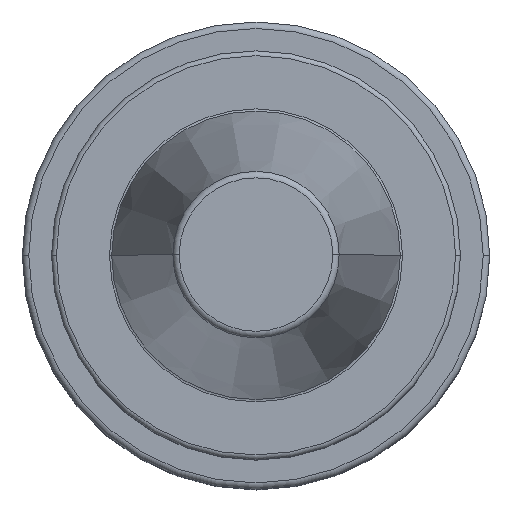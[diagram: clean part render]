
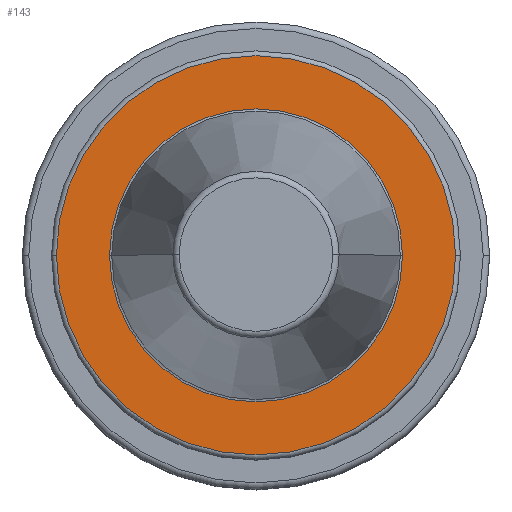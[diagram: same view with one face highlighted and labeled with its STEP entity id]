
A CAD part, top view. The second image highlights one B-rep face of the part: STEP entity #143.
In plain terms, the highlighted planar face has unit normal (0, 0, 1).
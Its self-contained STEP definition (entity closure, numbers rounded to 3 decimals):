
#35=FACE_BOUND('',#255,.T.);
#36=FACE_BOUND('',#256,.T.);
#45=PLANE('',#806);
#143=ADVANCED_FACE('',(#35,#36),#45,.F.);
#255=EDGE_LOOP('',(#387,#388));
#256=EDGE_LOOP('',(#389,#390));
#387=ORIENTED_EDGE('',*,*,#600,.T.);
#388=ORIENTED_EDGE('',*,*,#541,.T.);
#389=ORIENTED_EDGE('',*,*,#522,.T.);
#390=ORIENTED_EDGE('',*,*,#524,.T.);
#467=VERTEX_POINT('',#1116);
#470=VERTEX_POINT('',#1121);
#487=VERTEX_POINT('',#1164);
#488=VERTEX_POINT('',#1165);
#522=EDGE_CURVE('',#467,#470,#616,.T.);
#524=EDGE_CURVE('',#470,#467,#618,.T.);
#541=EDGE_CURVE('',#487,#488,#635,.T.);
#600=EDGE_CURVE('',#488,#487,#672,.T.);
#616=CIRCLE('',#721,22.563);
#618=CIRCLE('',#724,22.563);
#635=CIRCLE('',#746,30.75);
#672=CIRCLE('',#805,30.75);
#721=AXIS2_PLACEMENT_3D('',#1122,#852,#853);
#724=AXIS2_PLACEMENT_3D('',#1125,#858,#859);
#746=AXIS2_PLACEMENT_3D('',#1163,#902,#903);
#805=AXIS2_PLACEMENT_3D('',#1276,#1042,#1043);
#806=AXIS2_PLACEMENT_3D('',#1277,#1044,#1045);
#852=DIRECTION('',(0.,0.,-1.));
#853=DIRECTION('',(-1.,0.,0.));
#858=DIRECTION('',(0.,0.,-1.));
#859=DIRECTION('',(-1.,0.,0.));
#902=DIRECTION('',(0.,0.,1.));
#903=DIRECTION('',(-1.,0.,0.));
#1042=DIRECTION('',(0.,0.,1.));
#1043=DIRECTION('',(-1.,0.,0.));
#1044=DIRECTION('',(0.,0.,-1.));
#1045=DIRECTION('',(1.,0.,0.));
#1116=CARTESIAN_POINT('',(-22.563,0.,-2.));
#1121=CARTESIAN_POINT('',(22.563,0.,-2.));
#1122=CARTESIAN_POINT('',(0.,0.,-2.));
#1125=CARTESIAN_POINT('',(0.,0.,-2.));
#1163=CARTESIAN_POINT('',(0.,0.,-2.));
#1164=CARTESIAN_POINT('',(30.75,0.,-2.));
#1165=CARTESIAN_POINT('',(-30.75,0.,-2.));
#1276=CARTESIAN_POINT('',(0.,0.,-2.));
#1277=CARTESIAN_POINT('',(0.,31.5,-2.));
